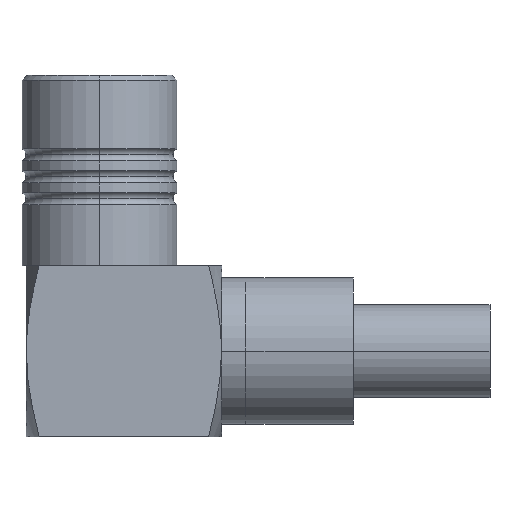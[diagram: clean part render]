
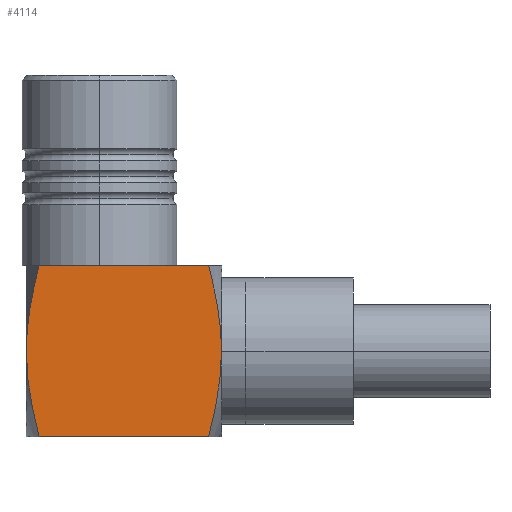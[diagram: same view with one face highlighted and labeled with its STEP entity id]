
A CAD part, left-side view. The second image highlights one B-rep face of the part: STEP entity #4114.
In plain terms, the highlighted planar face has unit normal (-1, 0, 0).
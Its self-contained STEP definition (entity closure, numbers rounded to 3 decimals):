
#46 = CARTESIAN_POINT ( 'NONE',  ( -3.5, 2.944, -0.927 ) ) ;
#70 = CARTESIAN_POINT ( 'NONE',  ( -3.5, -5., -2.1 ) ) ;
#78 = CARTESIAN_POINT ( 'NONE',  ( -3.5, 2.472, -5.6 ) ) ;
#116 = ORIENTED_EDGE ( 'NONE', *, *, #516, .F. ) ;
#137 = EDGE_CURVE ( 'NONE', #3413, #2009, #443, .T. ) ;
#150 = CARTESIAN_POINT ( 'NONE',  ( -3.5, 2.753, 0.24 ) ) ;
#157 = ORIENTED_EDGE ( 'NONE', *, *, #1681, .T. ) ;
#217 = CARTESIAN_POINT ( 'NONE',  ( -3.5, -4.472, 1.4 ) ) ;
#249 = CARTESIAN_POINT ( 'NONE',  ( -3.5, -4.472, -5.6 ) ) ;
#310 = ORIENTED_EDGE ( 'NONE', *, *, #137, .T. ) ;
#319 = CARTESIAN_POINT ( 'NONE',  ( -3.5, 3., -2.685 ) ) ;
#443 = LINE ( 'NONE', #1186, #1800 ) ;
#516 = EDGE_CURVE ( 'NONE', #1096, #1622, #3582, .T. ) ;
#548 = ORIENTED_EDGE ( 'NONE', *, *, #3512, .F. ) ;
#601 = CARTESIAN_POINT ( 'NONE',  ( -3.5, -4.753, 0.24 ) ) ;
#741 = PLANE ( 'NONE',  #3320 ) ;
#768 = EDGE_LOOP ( 'NONE', ( #116, #548, #157, #1593, #310, #880 ) ) ;
#880 = ORIENTED_EDGE ( 'NONE', *, *, #964, .F. ) ;
#903 = CARTESIAN_POINT ( 'NONE',  ( -3.5, -4.751, -4.45 ) ) ;
#964 = EDGE_CURVE ( 'NONE', #1622, #2009, #3489, .T. ) ;
#1096 = VERTEX_POINT ( 'NONE', #3894 ) ;
#1152 = CARTESIAN_POINT ( 'NONE',  ( -3.5, 3., -2.1 ) ) ;
#1186 = CARTESIAN_POINT ( 'NONE',  ( -3.5, 3., -5.6 ) ) ;
#1189 = CARTESIAN_POINT ( 'NONE',  ( -3.5, -4.944, -0.927 ) ) ;
#1206 = CARTESIAN_POINT ( 'NONE',  ( -3.5, -5., -2.685 ) ) ;
#1452 = B_SPLINE_CURVE_WITH_KNOTS ( 'NONE', 3,
 ( #3946, #1806, #150, #46, #1468, #1152 ),
 .UNSPECIFIED., .F., .F.,
 ( 4, 2, 4 ),
 ( 0.004, 0.005, 0.007 ),
 .UNSPECIFIED. ) ;
#1460 = CARTESIAN_POINT ( 'NONE',  ( -3.5, 3., 1.4 ) ) ;
#1468 = CARTESIAN_POINT ( 'NONE',  ( -3.5, 3., -1.512 ) ) ;
#1571 = CARTESIAN_POINT ( 'NONE',  ( -3.5, 2.62, -5.028 ) ) ;
#1593 = ORIENTED_EDGE ( 'NONE', *, *, #3326, .T. ) ;
#1597 = B_SPLINE_CURVE_WITH_KNOTS ( 'NONE', 3,
 ( #1910, #319, #1649, #2939, #1571, #2863 ),
 .UNSPECIFIED., .F., .F.,
 ( 4, 2, 4 ),
 ( 0.007, 0.009, 0.011 ),
 .UNSPECIFIED. ) ;
#1622 = VERTEX_POINT ( 'NONE', #70 ) ;
#1649 = CARTESIAN_POINT ( 'NONE',  ( -3.5, 2.944, -3.273 ) ) ;
#1681 = EDGE_CURVE ( 'NONE', #3209, #3627, #1452, .T. ) ;
#1797 = DIRECTION ( 'NONE',  ( 0., -1., 0. ) ) ;
#1800 = VECTOR ( 'NONE', #2785, 1000. ) ;
#1806 = CARTESIAN_POINT ( 'NONE',  ( -3.5, 2.621, 0.824 ) ) ;
#1869 = CARTESIAN_POINT ( 'NONE',  ( -3.5, -5., -2.1 ) ) ;
#1910 = CARTESIAN_POINT ( 'NONE',  ( -3.5, 3., -2.1 ) ) ;
#2009 = VERTEX_POINT ( 'NONE', #3376 ) ;
#2101 = CARTESIAN_POINT ( 'NONE',  ( -3.5, 3., 1.4 ) ) ;
#2375 = FACE_OUTER_BOUND ( 'NONE', #768, .T. ) ;
#2518 = CARTESIAN_POINT ( 'NONE',  ( -3.5, -4.62, -5.027 ) ) ;
#2716 = DIRECTION ( 'NONE',  ( 0., -1., 0. ) ) ;
#2785 = DIRECTION ( 'NONE',  ( 0., -1., 0. ) ) ;
#2800 = CARTESIAN_POINT ( 'NONE',  ( -3.5, -4.944, -3.273 ) ) ;
#2863 = CARTESIAN_POINT ( 'NONE',  ( -3.5, 2.472, -5.6 ) ) ;
#2939 = CARTESIAN_POINT ( 'NONE',  ( -3.5, 2.751, -4.45 ) ) ;
#3069 = DIRECTION ( 'NONE',  ( 1., 0., 0. ) ) ;
#3209 = VERTEX_POINT ( 'NONE', #3742 ) ;
#3320 = AXIS2_PLACEMENT_3D ( 'NONE', #1460, #3069, #2716 ) ;
#3326 = EDGE_CURVE ( 'NONE', #3627, #3413, #1597, .T. ) ;
#3376 = CARTESIAN_POINT ( 'NONE',  ( -3.5, -4.472, -5.6 ) ) ;
#3413 = VERTEX_POINT ( 'NONE', #78 ) ;
#3489 = B_SPLINE_CURVE_WITH_KNOTS ( 'NONE', 3,
 ( #4064, #1206, #2800, #903, #2518, #249 ),
 .UNSPECIFIED., .F., .F.,
 ( 4, 2, 4 ),
 ( 0.007, 0.009, 0.011 ),
 .UNSPECIFIED. ) ;
#3512 = EDGE_CURVE ( 'NONE', #3209, #1096, #3756, .T. ) ;
#3582 = B_SPLINE_CURVE_WITH_KNOTS ( 'NONE', 3,
 ( #217, #4130, #601, #1189, #4068, #1869 ),
 .UNSPECIFIED., .F., .F.,
 ( 4, 2, 4 ),
 ( 0.004, 0.005, 0.007 ),
 .UNSPECIFIED. ) ;
#3627 = VERTEX_POINT ( 'NONE', #3945 ) ;
#3742 = CARTESIAN_POINT ( 'NONE',  ( -3.5, 2.472, 1.4 ) ) ;
#3756 = LINE ( 'NONE', #2101, #3797 ) ;
#3797 = VECTOR ( 'NONE', #1797, 1000. ) ;
#3894 = CARTESIAN_POINT ( 'NONE',  ( -3.5, -4.472, 1.4 ) ) ;
#3945 = CARTESIAN_POINT ( 'NONE',  ( -3.5, 3., -2.1 ) ) ;
#3946 = CARTESIAN_POINT ( 'NONE',  ( -3.5, 2.472, 1.4 ) ) ;
#4064 = CARTESIAN_POINT ( 'NONE',  ( -3.5, -5., -2.1 ) ) ;
#4068 = CARTESIAN_POINT ( 'NONE',  ( -3.5, -5., -1.512 ) ) ;
#4114 = ADVANCED_FACE ( 'NONE', ( #2375 ), #741, .F. ) ;
#4130 = CARTESIAN_POINT ( 'NONE',  ( -3.5, -4.621, 0.824 ) ) ;
